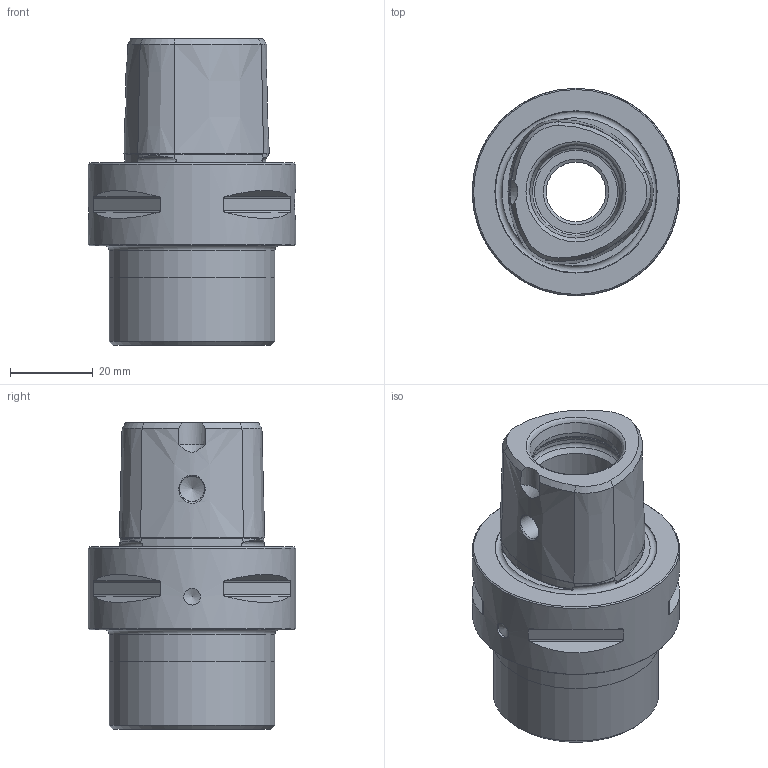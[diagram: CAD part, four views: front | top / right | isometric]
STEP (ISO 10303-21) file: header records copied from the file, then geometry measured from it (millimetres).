
FILE_DESCRIPTION(/* description */ (''),/* implementation_level */ '2;1');
FILE_NAME(/* name */ '280513210.stp',/* time_stamp */ '2021-01-08T12:38:24',/* author */ ('LRA'),/* organization */ ('REGO-FIX'),/* preprocessor_version */ ' Unknown',/* originating_system */ 'SIEMENS PLM Software Solid Edge ST10',/* authorization */ 'Unknown');
FILE_SCHEMA (('AUTOMOTIVE_DESIGN { 1 0 10303 214 2 1 1}'));
Length unit declared in the file: millimetre
Products named in the file (1): NOCUT
Bounding box: 50 x 50 x 74 mm (x, y, z)
Volume: 64243.7 mm3; surface area: 17923.9 mm2
Topology: 1 solids, 1 shells, 96 faces, 233 edges, 145 vertices
Faces by surface type: cone 46, cylinder 22, plane 21, torus 7
Full cylindrical faces by diameter (mm): 4 x1, 6.1 x2, 14.376 x2, 21 x2, 23.8 x1, 24 x2, 40 x2, 50 x1
Entity records: 3311 total; most frequent: CARTESIAN_POINT 640, DIRECTION 414, ORIENTED_EDGE 356, AXIS2_PLACEMENT_3D 183, EDGE_CURVE 178, FACE_BOUND 145, EDGE_LOOP 142, VERTEX_POINT 129
